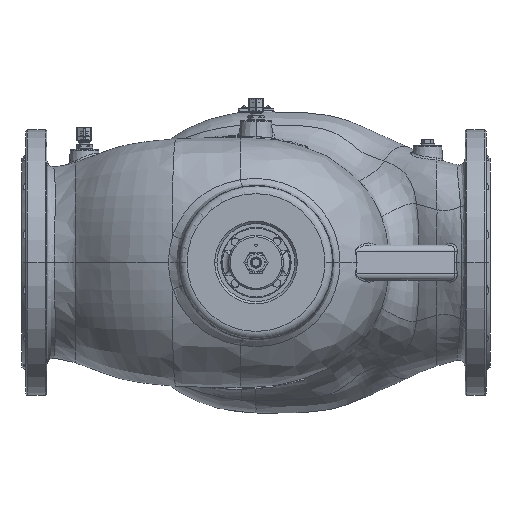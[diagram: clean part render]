
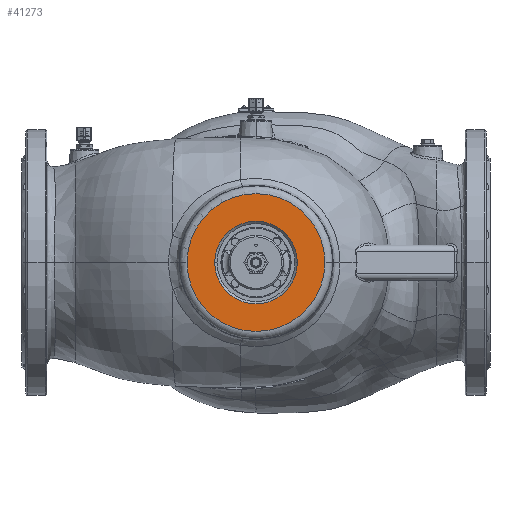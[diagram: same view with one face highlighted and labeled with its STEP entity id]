
A CAD part, front view. The second image highlights one B-rep face of the part: STEP entity #41273.
In plain terms, the highlighted planar face has unit normal (0, -1, 0).
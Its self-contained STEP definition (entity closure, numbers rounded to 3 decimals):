
#6092=CARTESIAN_POINT('',(0.,-245.,0.));
#6093=DIRECTION('',(0.,-1.,0.));
#6094=DIRECTION('',(-1.,0.,0.));
#6095=AXIS2_PLACEMENT_3D('',#6092,#6093,#6094);
#6097=CARTESIAN_POINT('',(0.,-245.,0.));
#6098=DIRECTION('',(0.,-1.,0.));
#6099=DIRECTION('',(1.,0.,0.));
#6100=AXIS2_PLACEMENT_3D('',#6097,#6098,#6099);
#6102=CARTESIAN_POINT('',(0.,-245.,0.));
#6103=DIRECTION('',(0.,1.,0.));
#6104=DIRECTION('',(-1.,0.,0.));
#6105=AXIS2_PLACEMENT_3D('',#6102,#6103,#6104);
#6107=CARTESIAN_POINT('',(0.,-245.,0.));
#6108=DIRECTION('',(0.,1.,0.));
#6109=DIRECTION('',(1.,0.,0.));
#6110=AXIS2_PLACEMENT_3D('',#6107,#6108,#6109);
#25720=CARTESIAN_POINT('',(-88.343,-245.,0.));
#25721=CARTESIAN_POINT('',(88.343,-245.,0.));
#25722=VERTEX_POINT('',#25720);
#25723=VERTEX_POINT('',#25721);
#27369=CARTESIAN_POINT('',(-53.,-245.,0.));
#27370=CARTESIAN_POINT('',(53.,-245.,0.));
#27371=VERTEX_POINT('',#27369);
#27372=VERTEX_POINT('',#27370);
#41257=CARTESIAN_POINT('',(0.,-245.,0.));
#41258=DIRECTION('',(0.,-1.,0.));
#41259=DIRECTION('',(1.,0.,0.));
#41260=AXIS2_PLACEMENT_3D('',#41257,#41258,#41259);
#41261=PLANE('',#41260);
#41263=ORIENTED_EDGE('',*,*,#41262,.F.);
#41264=ORIENTED_EDGE('',*,*,#41246,.F.);
#41265=EDGE_LOOP('',(#41263,#41264));
#41266=FACE_OUTER_BOUND('',#41265,.F.);
#41268=ORIENTED_EDGE('',*,*,#41267,.F.);
#41270=ORIENTED_EDGE('',*,*,#41269,.F.);
#41271=EDGE_LOOP('',(#41268,#41270));
#41272=FACE_BOUND('',#41271,.F.);
#6096=CIRCLE('',#6095,88.343);
#6101=CIRCLE('',#6100,88.343);
#6106=CIRCLE('',#6105,53.);
#6111=CIRCLE('',#6110,53.);
#41246=EDGE_CURVE('',#25723,#25722,#6101,.T.);
#41262=EDGE_CURVE('',#25722,#25723,#6096,.T.);
#41267=EDGE_CURVE('',#27371,#27372,#6106,.T.);
#41269=EDGE_CURVE('',#27372,#27371,#6111,.T.);
#41273=ADVANCED_FACE('',(#41266,#41272),#41261,.T.);
